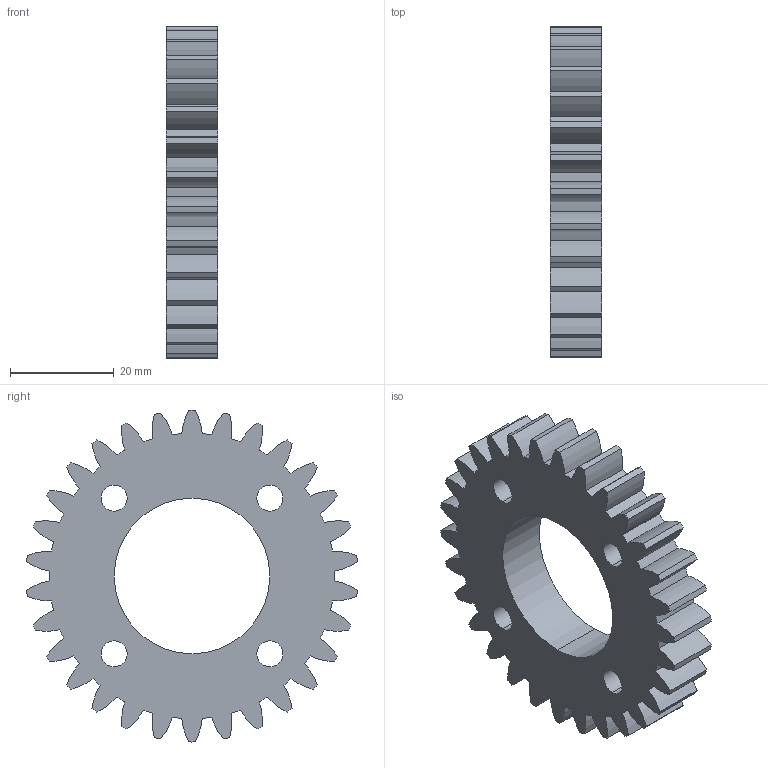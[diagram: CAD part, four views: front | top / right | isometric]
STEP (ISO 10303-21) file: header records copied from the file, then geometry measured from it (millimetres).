
FILE_DESCRIPTION (( 'STEP AP203' ), '1' );
FILE_NAME ('Hood Gear L.STEP', '2022-02-24T11:41:54', ( '' ), ( '' ), 'SwSTEP 2.0', 'SolidWorks 2018', '' );
FILE_SCHEMA (( 'CONFIG_CONTROL_DESIGN' ));
Length unit declared in the file: millimetre
Products named in the file (1): Hood Gear L
Bounding box: 10 x 63.76 x 64 mm (x, y, z)
Volume: 19812.8 mm3; surface area: 9322.6 mm2
Topology: 1 solids, 1 shells, 137 faces, 405 edges, 270 vertices
Faces by surface type: cylinder 135, plane 2
Entity records: 4846 total; most frequent: DIRECTION 951, CARTESIAN_POINT 813, ORIENTED_EDGE 810, AXIS2_PLACEMENT_3D 408, EDGE_CURVE 405, CIRCLE 270, VERTEX_POINT 270, EDGE_LOOP 147
